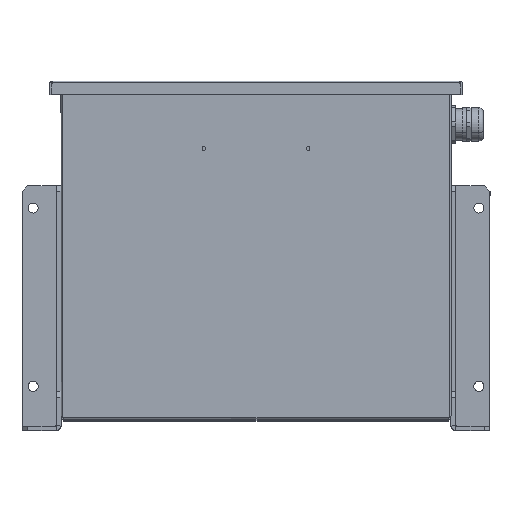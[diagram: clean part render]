
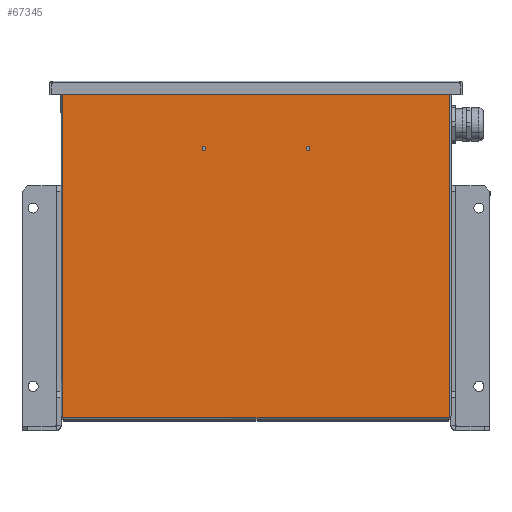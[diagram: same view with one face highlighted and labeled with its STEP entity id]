
A CAD part, top view. The second image highlights one B-rep face of the part: STEP entity #67345.
In plain terms, the highlighted planar face has unit normal (0, 0, 1).
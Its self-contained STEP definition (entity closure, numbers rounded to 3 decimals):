
#645 = AXIS2_PLACEMENT_3D ( 'NONE', #36521, #4759, #41813 ) ;
#766 = EDGE_CURVE ( 'NONE', #27259, #11453, #25926, .T. ) ;
#1993 = CARTESIAN_POINT ( 'NONE',  ( 575.5, 20.7, 1.5 ) ) ;
#2740 = CARTESIAN_POINT ( 'NONE',  ( 575.5, 317.8, 1.5 ) ) ;
#3837 = LINE ( 'NONE', #2740, #44415 ) ;
#4197 = DIRECTION ( 'NONE',  ( 0., 0., 1. ) ) ;
#4433 = ORIENTED_EDGE ( 'NONE', *, *, #16783, .T. ) ;
#4695 = ORIENTED_EDGE ( 'NONE', *, *, #41598, .F. ) ;
#4759 = DIRECTION ( 'NONE',  ( 0., 0., 1. ) ) ;
#4939 = EDGE_CURVE ( 'NONE', #11453, #27259, #54365, .T. ) ;
#5675 = LINE ( 'NONE', #28691, #18081 ) ;
#6328 = CARTESIAN_POINT ( 'NONE',  ( 229.054, 21., 1.5 ) ) ;
#7309 = DIRECTION ( 'NONE',  ( 1., 0., 0. ) ) ;
#9118 = FACE_BOUND ( 'NONE', #58237, .T. ) ;
#9553 = EDGE_LOOP ( 'NONE', ( #23414, #29589 ) ) ;
#9639 = CIRCLE ( 'NONE', #645, 1.65 ) ;
#10494 = EDGE_CURVE ( 'NONE', #18859, #47179, #9639, .T. ) ;
#11132 = VECTOR ( 'NONE', #42266, 1000. ) ;
#11453 = VERTEX_POINT ( 'NONE', #16978 ) ;
#11945 = AXIS2_PLACEMENT_3D ( 'NONE', #57685, #26028, #62976 ) ;
#12613 = EDGE_CURVE ( 'NONE', #40232, #38596, #28641, .T. ) ;
#15040 = CARTESIAN_POINT ( 'NONE',  ( 355.05, 262.4, 1.5 ) ) ;
#15165 = EDGE_CURVE ( 'NONE', #23352, #33026, #34122, .T. ) ;
#16451 = CARTESIAN_POINT ( 'NONE',  ( 448.55, 262.4, 1.5 ) ) ;
#16783 = EDGE_CURVE ( 'NONE', #38596, #23352, #5675, .T. ) ;
#16978 = CARTESIAN_POINT ( 'NONE',  ( 356.7, 262.4, 1.5 ) ) ;
#18018 = DIRECTION ( 'NONE',  ( 0., -1., 0. ) ) ;
#18081 = VECTOR ( 'NONE', #18018, 1000. ) ;
#18638 = ORIENTED_EDGE ( 'NONE', *, *, #39963, .T. ) ;
#18859 = VERTEX_POINT ( 'NONE', #58923 ) ;
#20244 = CIRCLE ( 'NONE', #63325, 1. ) ;
#20365 = DIRECTION ( 'NONE',  ( 1., 0., 0. ) ) ;
#20975 = CARTESIAN_POINT ( 'NONE',  ( 228.4, 21.654, 1.5 ) ) ;
#21641 = CIRCLE ( 'NONE', #40894, 1.65 ) ;
#21765 = DIRECTION ( 'NONE',  ( -1., 0., 0. ) ) ;
#21955 = CARTESIAN_POINT ( 'NONE',  ( 574.546, 317.8, 1.5 ) ) ;
#21969 = DIRECTION ( 'NONE',  ( 0., 0., -1. ) ) ;
#22833 = VERTEX_POINT ( 'NONE', #21955 ) ;
#23352 = VERTEX_POINT ( 'NONE', #20975 ) ;
#23414 = ORIENTED_EDGE ( 'NONE', *, *, #4939, .F. ) ;
#23803 = DIRECTION ( 'NONE',  ( 1., 0., 0. ) ) ;
#24339 = VERTEX_POINT ( 'NONE', #51877 ) ;
#24850 = DIRECTION ( 'NONE',  ( 1., 0., 0. ) ) ;
#24947 = ORIENTED_EDGE ( 'NONE', *, *, #10494, .F. ) ;
#25273 = LINE ( 'NONE', #36948, #11132 ) ;
#25618 = CARTESIAN_POINT ( 'NONE',  ( 229.054, 317.8, 1.5 ) ) ;
#25926 = CIRCLE ( 'NONE', #66008, 1.65 ) ;
#26028 = DIRECTION ( 'NONE',  ( 0., 0., -1. ) ) ;
#27208 = ORIENTED_EDGE ( 'NONE', *, *, #51719, .F. ) ;
#27259 = VERTEX_POINT ( 'NONE', #50922 ) ;
#27631 = VERTEX_POINT ( 'NONE', #49423 ) ;
#28198 = FACE_OUTER_BOUND ( 'NONE', #52019, .T. ) ;
#28641 = CIRCLE ( 'NONE', #49055, 1. ) ;
#28691 = CARTESIAN_POINT ( 'NONE',  ( 228.4, 20.7, 1.5 ) ) ;
#28774 = DIRECTION ( 'NONE',  ( 1., 0., 0. ) ) ;
#29589 = ORIENTED_EDGE ( 'NONE', *, *, #766, .F. ) ;
#29914 = EDGE_CURVE ( 'NONE', #54670, #27631, #25273, .T. ) ;
#29949 = ORIENTED_EDGE ( 'NONE', *, *, #12613, .T. ) ;
#31556 = DIRECTION ( 'NONE',  ( 0., 0., -1. ) ) ;
#32963 = ORIENTED_EDGE ( 'NONE', *, *, #29914, .F. ) ;
#33026 = VERTEX_POINT ( 'NONE', #6328 ) ;
#33428 = VECTOR ( 'NONE', #24850, 1000. ) ;
#33878 = CARTESIAN_POINT ( 'NONE',  ( 575.5, 20.7, 1.5 ) ) ;
#34122 = CIRCLE ( 'NONE', #11945, 1. ) ;
#35950 = CARTESIAN_POINT ( 'NONE',  ( 355.05, 262.4, 1.5 ) ) ;
#36521 = CARTESIAN_POINT ( 'NONE',  ( 448.55, 262.4, 1.5 ) ) ;
#36948 = CARTESIAN_POINT ( 'NONE',  ( 575.2, 20.7, 1.5 ) ) ;
#38596 = VERTEX_POINT ( 'NONE', #67873 ) ;
#38870 = ORIENTED_EDGE ( 'NONE', *, *, #57079, .T. ) ;
#39052 = DIRECTION ( 'NONE',  ( 0., 0., -1. ) ) ;
#39963 = EDGE_CURVE ( 'NONE', #24339, #27631, #20244, .T. ) ;
#40232 = VERTEX_POINT ( 'NONE', #25618 ) ;
#40894 = AXIS2_PLACEMENT_3D ( 'NONE', #16451, #53493, #21765 ) ;
#41242 = DIRECTION ( 'NONE',  ( 1., 0., 0. ) ) ;
#41598 = EDGE_CURVE ( 'NONE', #47179, #18859, #21641, .T. ) ;
#41813 = DIRECTION ( 'NONE',  ( -1., 0., 0. ) ) ;
#42266 = DIRECTION ( 'NONE',  ( 0., -1., 0. ) ) ;
#44415 = VECTOR ( 'NONE', #23803, 1000. ) ;
#44513 = PLANE ( 'NONE',  #53423 ) ;
#47179 = VERTEX_POINT ( 'NONE', #65712 ) ;
#49055 = AXIS2_PLACEMENT_3D ( 'NONE', #63202, #31556, #68515 ) ;
#49423 = CARTESIAN_POINT ( 'NONE',  ( 575.2, 21.654, 1.5 ) ) ;
#49673 = FACE_BOUND ( 'NONE', #9553, .T. ) ;
#50922 = CARTESIAN_POINT ( 'NONE',  ( 353.4, 262.4, 1.5 ) ) ;
#51176 = CARTESIAN_POINT ( 'NONE',  ( 575.2, 317.146, 1.5 ) ) ;
#51719 = EDGE_CURVE ( 'NONE', #40232, #22833, #3837, .T. ) ;
#51877 = CARTESIAN_POINT ( 'NONE',  ( 574.546, 21., 1.5 ) ) ;
#52019 = EDGE_LOOP ( 'NONE', ( #29949, #4433, #54138, #38870, #18638, #32963, #65422, #27208 ) ) ;
#52074 = DIRECTION ( 'NONE',  ( 0., 0., 1. ) ) ;
#53423 = AXIS2_PLACEMENT_3D ( 'NONE', #33878, #60423, #28774 ) ;
#53493 = DIRECTION ( 'NONE',  ( 0., 0., 1. ) ) ;
#53701 = CARTESIAN_POINT ( 'NONE',  ( 575.5, 318.1, 1.5 ) ) ;
#54138 = ORIENTED_EDGE ( 'NONE', *, *, #15165, .T. ) ;
#54365 = CIRCLE ( 'NONE', #56187, 1.65 ) ;
#54670 = VERTEX_POINT ( 'NONE', #51176 ) ;
#56187 = AXIS2_PLACEMENT_3D ( 'NONE', #15040, #52074, #20365 ) ;
#57079 = EDGE_CURVE ( 'NONE', #33026, #24339, #59863, .T. ) ;
#57322 = EDGE_CURVE ( 'NONE', #54670, #22833, #66432, .T. ) ;
#57685 = CARTESIAN_POINT ( 'NONE',  ( 228.1, 20.7, 1.5 ) ) ;
#58237 = EDGE_LOOP ( 'NONE', ( #24947, #4695 ) ) ;
#58923 = CARTESIAN_POINT ( 'NONE',  ( 450.2, 262.4, 1.5 ) ) ;
#58979 = DIRECTION ( 'NONE',  ( 1., 0., 0. ) ) ;
#59863 = LINE ( 'NONE', #61804, #33428 ) ;
#60423 = DIRECTION ( 'NONE',  ( 0., 0., 1. ) ) ;
#61804 = CARTESIAN_POINT ( 'NONE',  ( 575.5, 21., 1.5 ) ) ;
#62844 = AXIS2_PLACEMENT_3D ( 'NONE', #53701, #21969, #58979 ) ;
#62976 = DIRECTION ( 'NONE',  ( 1., 0., 0. ) ) ;
#63202 = CARTESIAN_POINT ( 'NONE',  ( 228.1, 318.1, 1.5 ) ) ;
#63325 = AXIS2_PLACEMENT_3D ( 'NONE', #1993, #39052, #7309 ) ;
#65422 = ORIENTED_EDGE ( 'NONE', *, *, #57322, .T. ) ;
#65712 = CARTESIAN_POINT ( 'NONE',  ( 446.9, 262.4, 1.5 ) ) ;
#66008 = AXIS2_PLACEMENT_3D ( 'NONE', #35950, #4197, #41242 ) ;
#66432 = CIRCLE ( 'NONE', #62844, 1. ) ;
#67345 = ADVANCED_FACE ( 'NONE', ( #9118, #49673, #28198 ), #44513, .T. ) ;
#67873 = CARTESIAN_POINT ( 'NONE',  ( 228.4, 317.146, 1.5 ) ) ;
#68515 = DIRECTION ( 'NONE',  ( 1., 0., 0. ) ) ;
